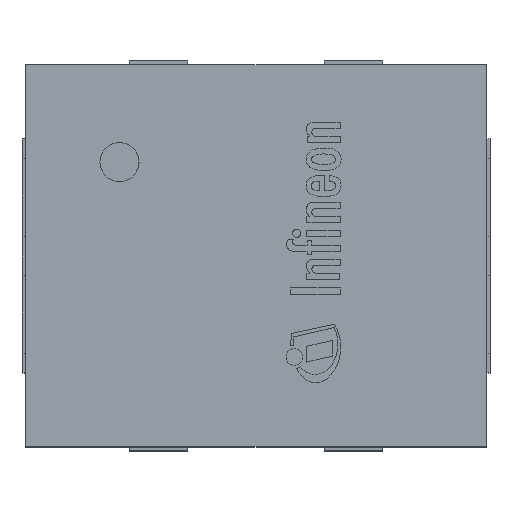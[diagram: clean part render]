
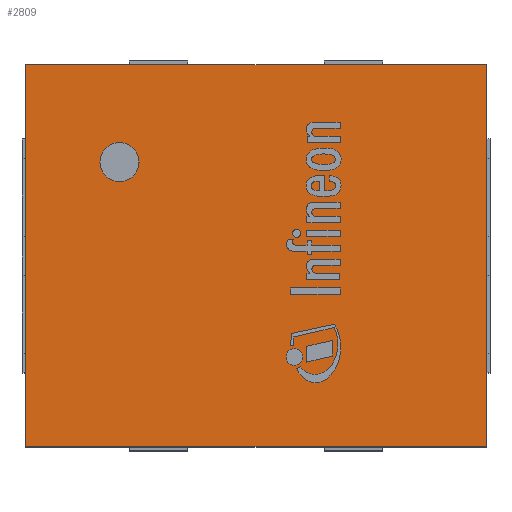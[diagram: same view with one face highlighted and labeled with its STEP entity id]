
A CAD part, top view. The second image highlights one B-rep face of the part: STEP entity #2809.
In plain terms, the highlighted planar face has unit normal (0, 0, 1).
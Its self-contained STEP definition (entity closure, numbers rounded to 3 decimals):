
#73=FACE_BOUND('',#342,.T.);
#82=CIRCLE('',#3000,0.05);
#167=FACE_OUTER_BOUND('',#341,.T.);
#341=EDGE_LOOP('',(#2008,#2009,#2010,#2011));
#342=EDGE_LOOP('',(#2012));
#565=LINE('',#3975,#913);
#569=LINE('',#3982,#917);
#572=LINE('',#3988,#920);
#574=LINE('',#3991,#922);
#913=VECTOR('',#3277,1000.);
#917=VECTOR('',#3283,1000.);
#920=VECTOR('',#3288,1000.);
#922=VECTOR('',#3292,1000.);
#1235=VERTEX_POINT('',#3966);
#1238=VERTEX_POINT('',#3972);
#1239=VERTEX_POINT('',#3974);
#1241=VERTEX_POINT('',#3980);
#1243=VERTEX_POINT('',#3986);
#1524=EDGE_CURVE('',#1235,#1235,#82,.T.);
#1527=EDGE_CURVE('',#1239,#1238,#565,.T.);
#1531=EDGE_CURVE('',#1238,#1241,#569,.T.);
#1534=EDGE_CURVE('',#1241,#1243,#572,.T.);
#1536=EDGE_CURVE('',#1243,#1239,#574,.T.);
#2008=ORIENTED_EDGE('',*,*,#1527,.T.);
#2009=ORIENTED_EDGE('',*,*,#1531,.T.);
#2010=ORIENTED_EDGE('',*,*,#1534,.T.);
#2011=ORIENTED_EDGE('',*,*,#1536,.T.);
#2012=ORIENTED_EDGE('',*,*,#1524,.F.);
#2657=PLANE('',#3005);
#2809=ADVANCED_FACE('',(#167,#73),#2657,.T.);
#3000=AXIS2_PLACEMENT_3D('',#3967,#3271,#3272);
#3005=AXIS2_PLACEMENT_3D('',#3992,#3293,#3294);
#3271=DIRECTION('center_axis',(0.,0.,1.));
#3272=DIRECTION('ref_axis',(1.,0.,0.));
#3277=DIRECTION('',(0.,1.,0.));
#3283=DIRECTION('',(-1.,0.,0.));
#3288=DIRECTION('',(0.,-1.,0.));
#3292=DIRECTION('',(1.,0.,0.));
#3293=DIRECTION('center_axis',(0.,0.,1.));
#3294=DIRECTION('ref_axis',(1.,0.,0.));
#3966=CARTESIAN_POINT('',(-0.3,0.24,0.55));
#3967=CARTESIAN_POINT('Origin',(-0.35,0.24,0.55));
#3972=CARTESIAN_POINT('',(0.59,0.49,0.55));
#3974=CARTESIAN_POINT('',(0.59,-0.49,0.55));
#3975=CARTESIAN_POINT('',(0.59,0.49,0.55));
#3980=CARTESIAN_POINT('',(-0.59,0.49,0.55));
#3982=CARTESIAN_POINT('',(-0.59,0.49,0.55));
#3986=CARTESIAN_POINT('',(-0.59,-0.49,0.55));
#3988=CARTESIAN_POINT('',(-0.59,0.49,0.55));
#3991=CARTESIAN_POINT('',(-0.59,-0.49,0.55));
#3992=CARTESIAN_POINT('Origin',(0.,0.,0.55));
